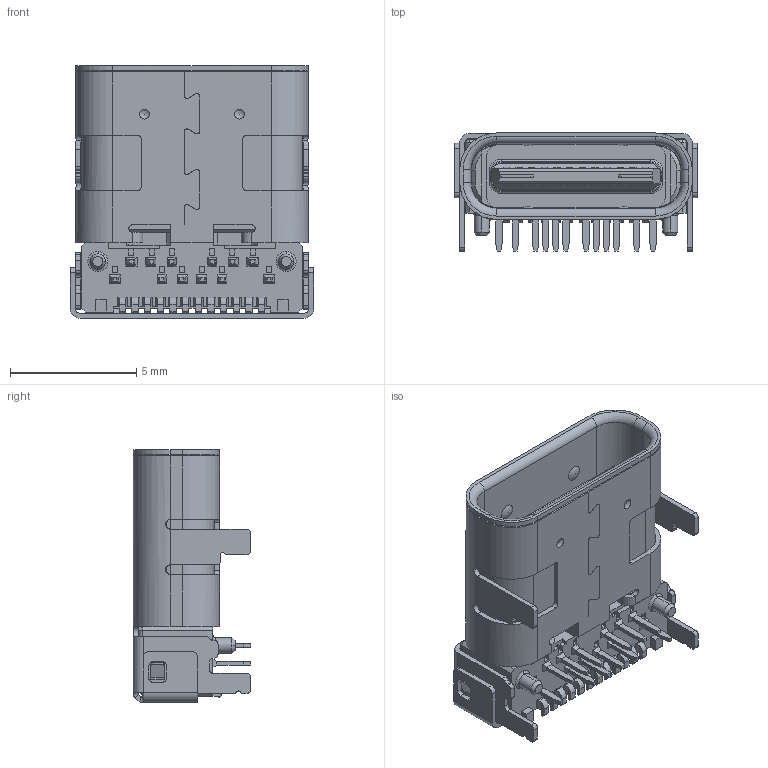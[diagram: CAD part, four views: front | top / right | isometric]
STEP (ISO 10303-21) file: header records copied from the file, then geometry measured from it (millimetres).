
FILE_DESCRIPTION (( 'STEP AP214' ), '1' );
FILE_NAME ('CUI_DEVICES_UJ32-C-H-G-SMT-TR.step', '2023-05-03T20:32:16', ( '' ), ( '' ), 'SwSTEP 2.0', 'SolidWorks 2023', '' );
FILE_SCHEMA (( 'AUTOMOTIVE_DESIGN' ));
Length unit declared in the file: millimetre
Products named in the file (1): CUI_DEVICES_UJ32-C-H-G-SMT-TR
Bounding box: 9.65 x 4.66 x 10 mm (x, y, z)
Volume: 175.4 mm3; surface area: 1033.4 mm2
Topology: 1 solids, 16 shells, 1378 faces, 3778 edges, 2420 vertices
Faces by surface type: plane 984, cylinder 300, cone 36, torus 24, bspline 18, sphere 16
Entity records: 43606 total; most frequent: CARTESIAN_POINT 8697, ORIENTED_EDGE 7472, DIRECTION 6980, EDGE_CURVE 3736, VECTOR 2854, LINE 2854, VERTEX_POINT 2401, AXIS2_PLACEMENT_3D 2063
